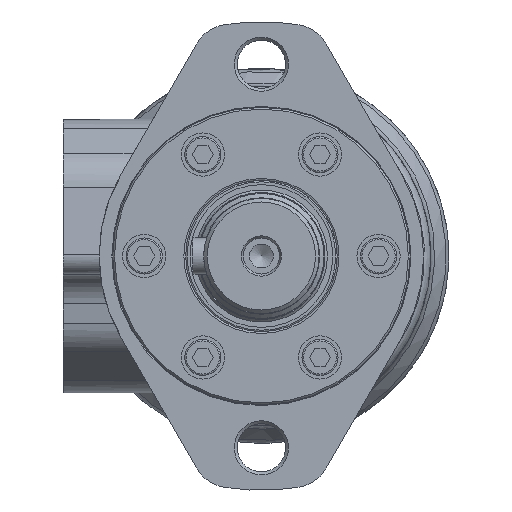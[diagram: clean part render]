
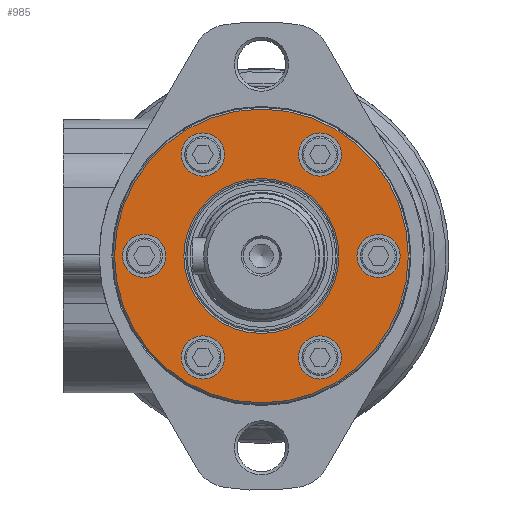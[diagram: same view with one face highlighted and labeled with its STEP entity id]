
A CAD part, left-side view. The second image highlights one B-rep face of the part: STEP entity #985.
In plain terms, the highlighted planar face has unit normal (-1, 0, 0).
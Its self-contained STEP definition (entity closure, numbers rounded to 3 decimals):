
#985 = ADVANCED_FACE( '', ( #2134, #2135, #2136, #2137, #2138, #2139, #2140, #2141 ), #2142, .F. );
#2134 = FACE_OUTER_BOUND( '', #3482, .T. );
#2135 = FACE_BOUND( '', #3483, .T. );
#2136 = FACE_BOUND( '', #3484, .T. );
#2137 = FACE_BOUND( '', #3485, .T. );
#2138 = FACE_BOUND( '', #3486, .T. );
#2139 = FACE_BOUND( '', #3487, .T. );
#2140 = FACE_BOUND( '', #3488, .T. );
#2141 = FACE_BOUND( '', #3489, .T. );
#2142 = PLANE( '', #3490 );
#3482 = EDGE_LOOP( '', ( #5846 ) );
#3483 = EDGE_LOOP( '', ( #5847 ) );
#3484 = EDGE_LOOP( '', ( #5848 ) );
#3485 = EDGE_LOOP( '', ( #5849 ) );
#3486 = EDGE_LOOP( '', ( #5850 ) );
#3487 = EDGE_LOOP( '', ( #5851 ) );
#3488 = EDGE_LOOP( '', ( #5852 ) );
#3489 = EDGE_LOOP( '', ( #5853 ) );
#3490 = AXIS2_PLACEMENT_3D( '', #5854, #5855, #5856 );
#5846 = ORIENTED_EDGE( '', *, *, #7716, .F. );
#5847 = ORIENTED_EDGE( '', *, *, #8039, .F. );
#5848 = ORIENTED_EDGE( '', *, *, #8040, .T. );
#5849 = ORIENTED_EDGE( '', *, *, #7675, .T. );
#5850 = ORIENTED_EDGE( '', *, *, #7977, .T. );
#5851 = ORIENTED_EDGE( '', *, *, #8041, .T. );
#5852 = ORIENTED_EDGE( '', *, *, #8042, .T. );
#5853 = ORIENTED_EDGE( '', *, *, #7563, .T. );
#5854 = CARTESIAN_POINT( '', ( 0., 0., 0. ) );
#5855 = DIRECTION( '', ( 1., 0., 0. ) );
#5856 = DIRECTION( '', ( 0., 0., -1. ) );
#7563 = EDGE_CURVE( '', #8995, #8995, #8996, .T. );
#7675 = EDGE_CURVE( '', #9170, #9170, #9171, .T. );
#7716 = EDGE_CURVE( '', #9236, #9236, #9237, .T. );
#7977 = EDGE_CURVE( '', #9592, #9592, #9593, .T. );
#8039 = EDGE_CURVE( '', #9673, #9673, #9674, .F. );
#8040 = EDGE_CURVE( '', #9675, #9675, #9676, .T. );
#8041 = EDGE_CURVE( '', #9677, #9677, #9678, .T. );
#8042 = EDGE_CURVE( '', #9679, #9679, #9680, .T. );
#8995 = VERTEX_POINT( '', #11422 );
#8996 = CIRCLE( '', #11423, 21.5 );
#9170 = VERTEX_POINT( '', #11744 );
#9171 = CIRCLE( '', #11745, 6. );
#9236 = VERTEX_POINT( '', #11885 );
#9237 = CIRCLE( '', #11886, 40.75 );
#9592 = VERTEX_POINT( '', #12570 );
#9593 = CIRCLE( '', #12571, 6. );
#9673 = VERTEX_POINT( '', #12743 );
#9674 = CIRCLE( '', #12744, 6. );
#9675 = VERTEX_POINT( '', #12745 );
#9676 = CIRCLE( '', #12746, 6. );
#9677 = VERTEX_POINT( '', #12747 );
#9678 = CIRCLE( '', #12748, 6. );
#9679 = VERTEX_POINT( '', #12749 );
#9680 = CIRCLE( '', #12750, 6. );
#11422 = CARTESIAN_POINT( '', ( 0., 0., -21.5 ) );
#11423 = AXIS2_PLACEMENT_3D( '', #13904, #13905, #13906 );
#11744 = CARTESIAN_POINT( '', ( 0., -16.25, -34.146 ) );
#11745 = AXIS2_PLACEMENT_3D( '', #14021, #14022, #14023 );
#11885 = CARTESIAN_POINT( '', ( 0., 0., -40.75 ) );
#11886 = AXIS2_PLACEMENT_3D( '', #14073, #14074, #14075 );
#12570 = CARTESIAN_POINT( '', ( 0., -32.5, -6. ) );
#12571 = AXIS2_PLACEMENT_3D( '', #14360, #14361, #14362 );
#12743 = CARTESIAN_POINT( '', ( 0., 32.5, -6. ) );
#12744 = AXIS2_PLACEMENT_3D( '', #14425, #14426, #14427 );
#12745 = CARTESIAN_POINT( '', ( 0., 16.25, -34.146 ) );
#12746 = AXIS2_PLACEMENT_3D( '', #14428, #14429, #14430 );
#12747 = CARTESIAN_POINT( '', ( 0., -16.25, 22.146 ) );
#12748 = AXIS2_PLACEMENT_3D( '', #14431, #14432, #14433 );
#12749 = CARTESIAN_POINT( '', ( 0., 16.25, 22.146 ) );
#12750 = AXIS2_PLACEMENT_3D( '', #14434, #14435, #14436 );
#13904 = CARTESIAN_POINT( '', ( 0., 0., 0. ) );
#13905 = DIRECTION( '', ( 1., 0., 0. ) );
#13906 = DIRECTION( '', ( 0., 0., -1. ) );
#14021 = CARTESIAN_POINT( '', ( 0., -16.25, -28.146 ) );
#14022 = DIRECTION( '', ( 1., 0., 0. ) );
#14023 = DIRECTION( '', ( 0., 0., -1. ) );
#14073 = CARTESIAN_POINT( '', ( 0., 0., 0. ) );
#14074 = DIRECTION( '', ( 1., 0., 0. ) );
#14075 = DIRECTION( '', ( 0., 0., -1. ) );
#14360 = CARTESIAN_POINT( '', ( 0., -32.5, 0. ) );
#14361 = DIRECTION( '', ( 1., 0., 0. ) );
#14362 = DIRECTION( '', ( 0., 0., -1. ) );
#14425 = CARTESIAN_POINT( '', ( 0., 32.5, 0. ) );
#14426 = DIRECTION( '', ( 1., 0., 0. ) );
#14427 = DIRECTION( '', ( 0., 0., -1. ) );
#14428 = CARTESIAN_POINT( '', ( 0., 16.25, -28.146 ) );
#14429 = DIRECTION( '', ( 1., 0., 0. ) );
#14430 = DIRECTION( '', ( 0., 0., -1. ) );
#14431 = CARTESIAN_POINT( '', ( 0., -16.25, 28.146 ) );
#14432 = DIRECTION( '', ( 1., 0., 0. ) );
#14433 = DIRECTION( '', ( 0., 0., -1. ) );
#14434 = CARTESIAN_POINT( '', ( 0., 16.25, 28.146 ) );
#14435 = DIRECTION( '', ( 1., 0., 0. ) );
#14436 = DIRECTION( '', ( 0., 0., -1. ) );
